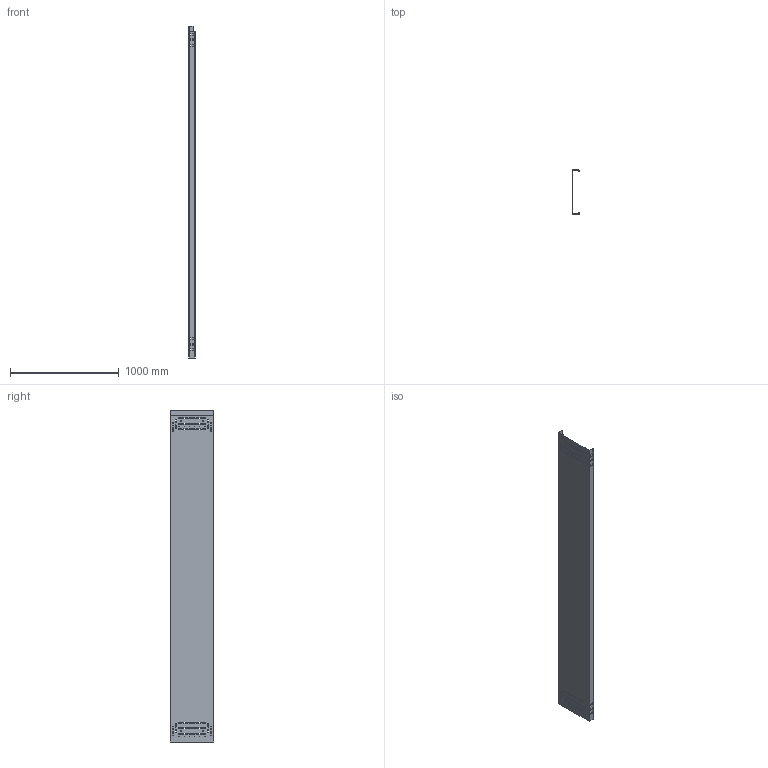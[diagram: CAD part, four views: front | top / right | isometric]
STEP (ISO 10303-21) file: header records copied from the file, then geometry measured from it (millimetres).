
FILE_DESCRIPTION((''),'2;1');
FILE_NAME('6047689','2012-06-27T',('AndreasKeweloh'),(''),'PRO/ENGINEER BY PARAMETRIC TECHNOLOGY CORPORATION, 2012130','PRO/ENGINEER BY PARAMETRIC TECHNOLOGY CORPORATION, 2012130','');
FILE_SCHEMA(('CONFIG_CONTROL_DESIGN'));
Length unit declared in the file: millimetre
Products named in the file (1): 6047689
Bounding box: 60.94 x 403 x 3050.5 mm (x, y, z)
Volume: 1185054.4 mm3; surface area: 3300938.1 mm2
Topology: 1 solids, 1 shells, 398 faces, 1144 edges, 744 vertices
Faces by surface type: cylinder 202, plane 172, torus 10, cone 8, sphere 4, bspline 2
Entity records: 13496 total; most frequent: DIRECTION 2364, CARTESIAN_POINT 2312, ORIENTED_EDGE 2280, EDGE_CURVE 1140, AXIS2_PLACEMENT_3D 828, VERTEX_POINT 744, VECTOR 708, LINE 708
